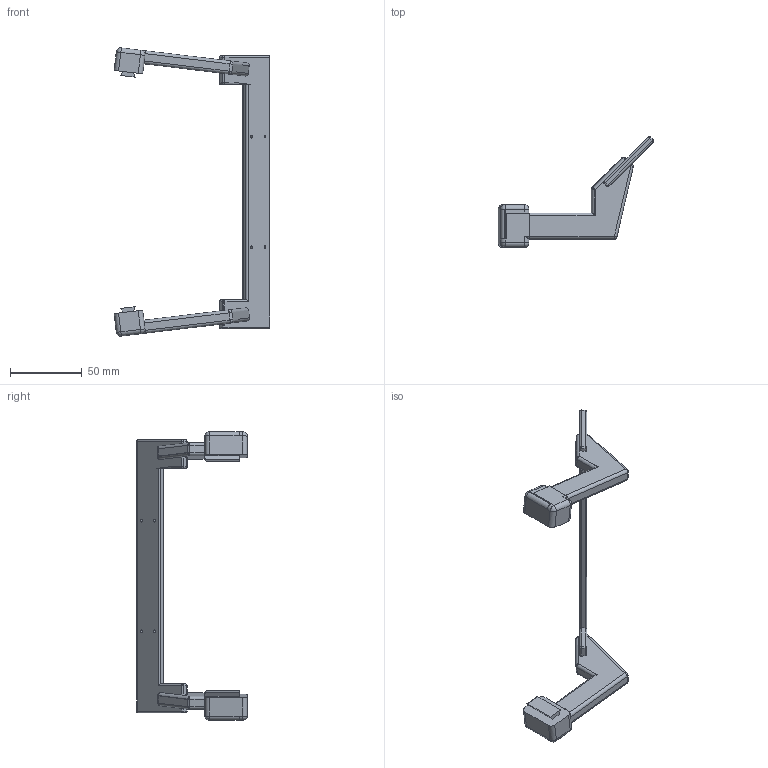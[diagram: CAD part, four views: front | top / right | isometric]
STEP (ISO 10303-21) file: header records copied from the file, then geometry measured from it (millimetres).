
FILE_DESCRIPTION(('HOOPS Exchange Step'),'2;1');
FILE_NAME('temp_export','2025-12-06T17:53:47-05:00',('yhpark'),('Shapr3D Limited'),'HOOPS Exchange 2025.6','Shapr3D','Authorized');
FILE_SCHEMA( ('AP242_MANAGED_MODEL_BASED_3D_ENGINEERING_MIM_LF {1 0 10303 442 1 1 4}') );
Length unit declared in the file: millimetre
Products named in the file (1): header.step
Bounding box: 108.22 x 77.08 x 200.31 mm (x, y, z)
Volume: 77041.7 mm3; surface area: 27988.6 mm2
Topology: 3 solids, 3 shells, 205 faces, 525 edges, 295 vertices
Faces by surface type: cylinder 98, plane 70, sphere 28, bspline 7, torus 2
Full cylindrical faces by diameter (mm): 2 x4
Entity records: 6904 total; most frequent: CARTESIAN_POINT 2100, DIRECTION 1021, ORIENTED_EDGE 988, EDGE_CURVE 494, AXIS2_PLACEMENT_3D 370, VERTEX_POINT 295, VECTOR 281, LINE 281
